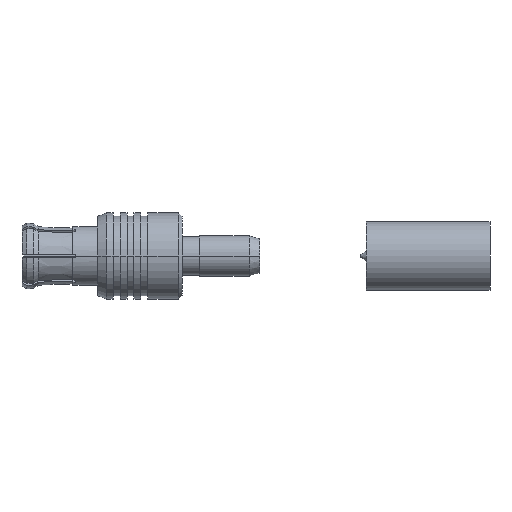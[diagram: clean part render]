
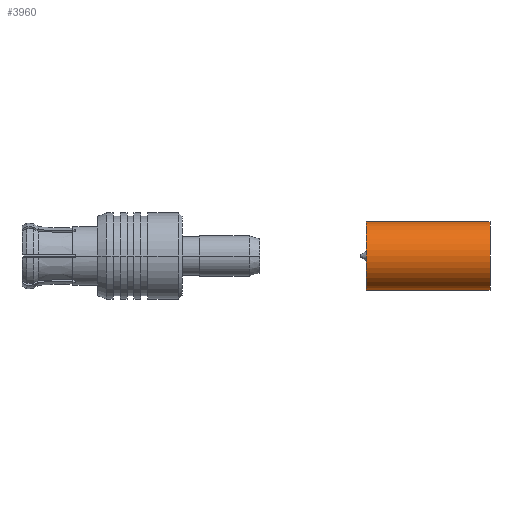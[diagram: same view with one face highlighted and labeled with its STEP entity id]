
A CAD part, front view. The second image highlights one B-rep face of the part: STEP entity #3960.
In plain terms, the highlighted cylindrical face has radius 2 mm (diameter 4 mm), a partial arc.
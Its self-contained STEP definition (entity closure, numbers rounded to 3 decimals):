
#130 = DIRECTION ( 'NONE',  ( 0., 0., 1. ) ) ;
#343 = CIRCLE ( 'NONE', #3173, 2. ) ;
#527 = DIRECTION ( 'NONE',  ( -1., 0., 0. ) ) ;
#577 = DIRECTION ( 'NONE',  ( -1., 0., 0. ) ) ;
#668 = CARTESIAN_POINT ( 'NONE',  ( 27.179, -11.503, -2. ) ) ;
#824 = AXIS2_PLACEMENT_3D ( 'NONE', #4295, #4323, #130 ) ;
#933 = VERTEX_POINT ( 'NONE', #2229 ) ;
#1041 = EDGE_CURVE ( 'NONE', #2856, #1365, #343, .T. ) ;
#1129 = VECTOR ( 'NONE', #1714, 1000. ) ;
#1155 = ORIENTED_EDGE ( 'NONE', *, *, #2372, .F. ) ;
#1212 = VECTOR ( 'NONE', #1289, 1000. ) ;
#1289 = DIRECTION ( 'NONE',  ( -1., 0., 0. ) ) ;
#1365 = VERTEX_POINT ( 'NONE', #1743 ) ;
#1524 = FACE_OUTER_BOUND ( 'NONE', #4023, .T. ) ;
#1713 = CARTESIAN_POINT ( 'NONE',  ( 10.679, -11.503, -2. ) ) ;
#1714 = DIRECTION ( 'NONE',  ( -1., 0., 0. ) ) ;
#1743 = CARTESIAN_POINT ( 'NONE',  ( 27.179, -11.503, 2. ) ) ;
#1772 = EDGE_CURVE ( 'NONE', #933, #4239, #3182, .T. ) ;
#1863 = AXIS2_PLACEMENT_3D ( 'NONE', #3979, #527, #3308 ) ;
#1975 = EDGE_CURVE ( 'NONE', #1365, #4239, #3142, .T. ) ;
#2093 = CARTESIAN_POINT ( 'NONE',  ( 19.979, -11.503, 2. ) ) ;
#2229 = CARTESIAN_POINT ( 'NONE',  ( 19.979, -11.503, -2. ) ) ;
#2372 = EDGE_CURVE ( 'NONE', #2856, #933, #4107, .T. ) ;
#2616 = ORIENTED_EDGE ( 'NONE', *, *, #1975, .T. ) ;
#2695 = CARTESIAN_POINT ( 'NONE',  ( 27.179, -11.503, 0. ) ) ;
#2772 = ORIENTED_EDGE ( 'NONE', *, *, #1772, .F. ) ;
#2856 = VERTEX_POINT ( 'NONE', #668 ) ;
#3012 = DIRECTION ( 'NONE',  ( 0., 0., 1. ) ) ;
#3142 = LINE ( 'NONE', #3211, #1129 ) ;
#3173 = AXIS2_PLACEMENT_3D ( 'NONE', #2695, #577, #3012 ) ;
#3182 = CIRCLE ( 'NONE', #1863, 2. ) ;
#3211 = CARTESIAN_POINT ( 'NONE',  ( 10.679, -11.503, 2. ) ) ;
#3308 = DIRECTION ( 'NONE',  ( 0., 0., 1. ) ) ;
#3319 = CYLINDRICAL_SURFACE ( 'NONE', #824, 2. ) ;
#3960 = ADVANCED_FACE ( 'NONE', ( #1524 ), #3319, .T. ) ;
#3979 = CARTESIAN_POINT ( 'NONE',  ( 19.979, -11.503, 0. ) ) ;
#4023 = EDGE_LOOP ( 'NONE', ( #1155, #4287, #2616, #2772 ) ) ;
#4107 = LINE ( 'NONE', #1713, #1212 ) ;
#4239 = VERTEX_POINT ( 'NONE', #2093 ) ;
#4287 = ORIENTED_EDGE ( 'NONE', *, *, #1041, .T. ) ;
#4295 = CARTESIAN_POINT ( 'NONE',  ( 10.679, -11.503, 0. ) ) ;
#4323 = DIRECTION ( 'NONE',  ( -1., 0., 0. ) ) ;
